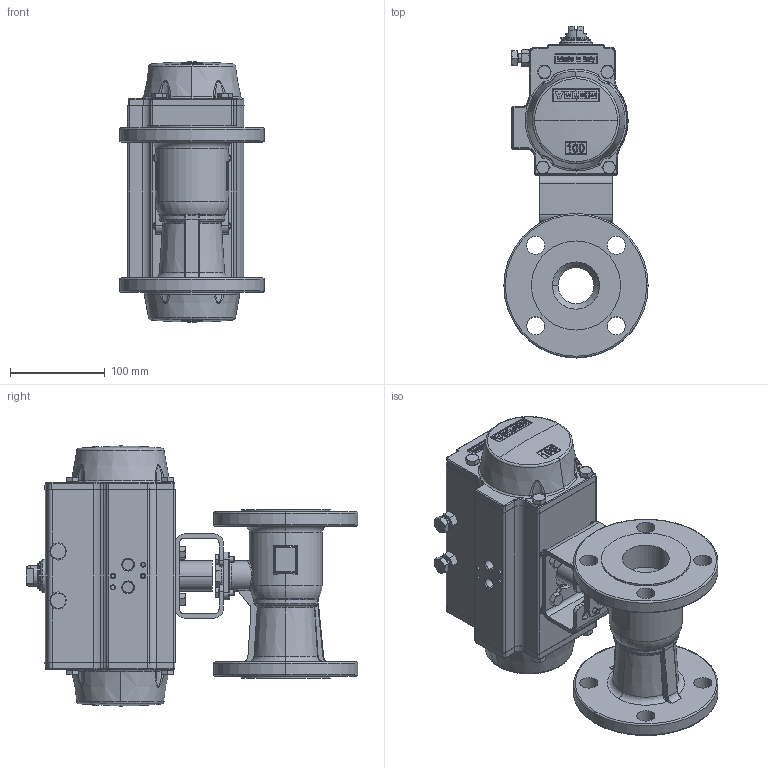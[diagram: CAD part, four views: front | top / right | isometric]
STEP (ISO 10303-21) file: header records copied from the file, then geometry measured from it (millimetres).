
FILE_DESCRIPTION (( 'STEP AP203' ), '1' );
FILE_NAME ('2000R-200_UT-3.STEP', '2018-01-17T18:17:47', ( '' ), ( '' ), 'SwSTEP 2.0', 'SolidWorks 2014', '' );
FILE_SCHEMA (( 'CONFIG_CONTROL_DESIGN' ));
Length unit declared in the file: inch
Products named in the file (1): 2000R-200_UT-3
Bounding box: 152.68 x 350.98 x 275.2 mm (x, y, z)
Surface area: 321649.3 mm2 (no closed solid volume)
Topology: 0 solids, 29 shells, 1289 faces, 4221 edges, 2828 vertices
Faces by surface type: plane 419, bspline 309, cylinder 270, cone 211, torus 43, sphere 37
Entity records: 69122 total; most frequent: CARTESIAN_POINT 35542, ORIENTED_EDGE 6951, DIRECTION 6263, EDGE_CURVE 4200, VERTEX_POINT 2828, AXIS2_PLACEMENT_3D 2372, VECTOR 1519, LINE 1519
